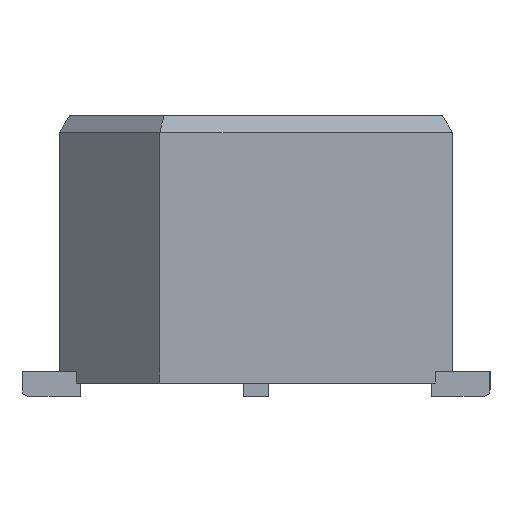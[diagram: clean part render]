
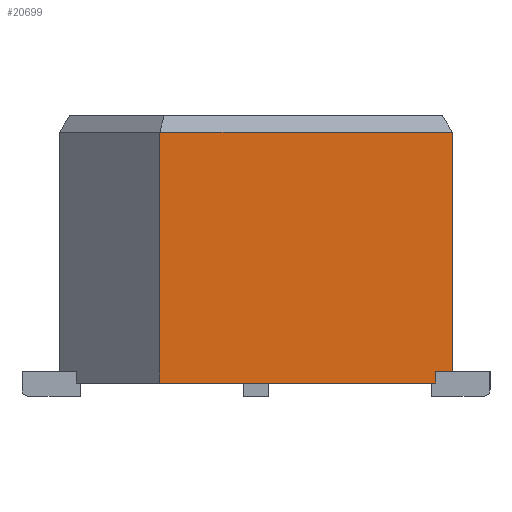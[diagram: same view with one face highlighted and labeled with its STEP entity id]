
A CAD part, left-side view. The second image highlights one B-rep face of the part: STEP entity #20699.
In plain terms, the highlighted planar face has unit normal (-1, 0, 0).
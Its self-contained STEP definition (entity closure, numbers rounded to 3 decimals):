
#290=FACE_OUTER_BOUND('',#1289,.T.);
#1289=EDGE_LOOP('',(#12868,#12869,#12870,#12871,#12872,#12873));
#2300=LINE('',#28085,#5102);
#2314=LINE('',#28113,#5116);
#2315=LINE('',#28115,#5117);
#2316=LINE('',#28117,#5118);
#2317=LINE('',#28119,#5119);
#2318=LINE('',#28120,#5120);
#5102=VECTOR('',#22929,1000.);
#5116=VECTOR('',#22945,1000.);
#5117=VECTOR('',#22946,1000.);
#5118=VECTOR('',#22947,1000.);
#5119=VECTOR('',#22948,1000.);
#5120=VECTOR('',#22949,1000.);
#7902=VERTEX_POINT('',#28082);
#7903=VERTEX_POINT('',#28084);
#7916=VERTEX_POINT('',#28112);
#7917=VERTEX_POINT('',#28114);
#7918=VERTEX_POINT('',#28116);
#7919=VERTEX_POINT('',#28118);
#9882=EDGE_CURVE('',#7903,#7902,#2300,.T.);
#9896=EDGE_CURVE('',#7916,#7902,#2314,.T.);
#9897=EDGE_CURVE('',#7917,#7916,#2315,.T.);
#9898=EDGE_CURVE('',#7918,#7917,#2316,.T.);
#9899=EDGE_CURVE('',#7919,#7918,#2317,.T.);
#9900=EDGE_CURVE('',#7919,#7903,#2318,.T.);
#12868=ORIENTED_EDGE('',*,*,#9896,.F.);
#12869=ORIENTED_EDGE('',*,*,#9897,.F.);
#12870=ORIENTED_EDGE('',*,*,#9898,.F.);
#12871=ORIENTED_EDGE('',*,*,#9899,.F.);
#12872=ORIENTED_EDGE('',*,*,#9900,.T.);
#12873=ORIENTED_EDGE('',*,*,#9882,.T.);
#18782=PLANE('',#21736);
#20699=ADVANCED_FACE('',(#290),#18782,.F.);
#21736=AXIS2_PLACEMENT_3D('',#28111,#22943,#22944);
#22929=DIRECTION('',(0.,-1.,0.));
#22943=DIRECTION('center_axis',(1.,0.,0.));
#22944=DIRECTION('ref_axis',(0.,1.,0.));
#22945=DIRECTION('',(0.,0.,-1.));
#22946=DIRECTION('',(0.,1.,0.));
#22947=DIRECTION('',(0.,0.,-1.));
#22948=DIRECTION('',(0.,-1.,0.));
#22949=DIRECTION('',(0.,0.,-1.));
#28082=CARTESIAN_POINT('',(-10.008,-2.731,0.203));
#28084=CARTESIAN_POINT('',(-10.008,1.461,0.203));
#28085=CARTESIAN_POINT('',(-10.008,1.461,0.203));
#28111=CARTESIAN_POINT('Origin',(-10.008,1.461,4.013));
#28112=CARTESIAN_POINT('',(-10.008,-2.731,0.381));
#28113=CARTESIAN_POINT('',(-10.008,-2.731,4.013));
#28114=CARTESIAN_POINT('',(-10.008,-2.985,0.381));
#28115=CARTESIAN_POINT('',(-10.008,1.461,0.381));
#28116=CARTESIAN_POINT('',(-10.008,-2.985,4.013));
#28117=CARTESIAN_POINT('',(-10.008,-2.985,4.013));
#28118=CARTESIAN_POINT('',(-10.008,1.461,4.013));
#28119=CARTESIAN_POINT('',(-10.008,1.461,4.013));
#28120=CARTESIAN_POINT('',(-10.008,1.461,4.013));
